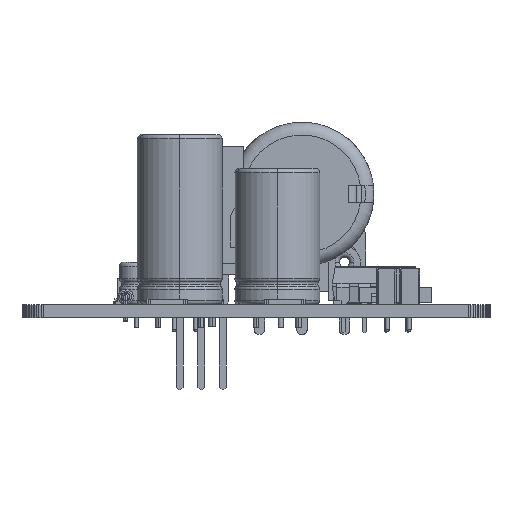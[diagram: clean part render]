
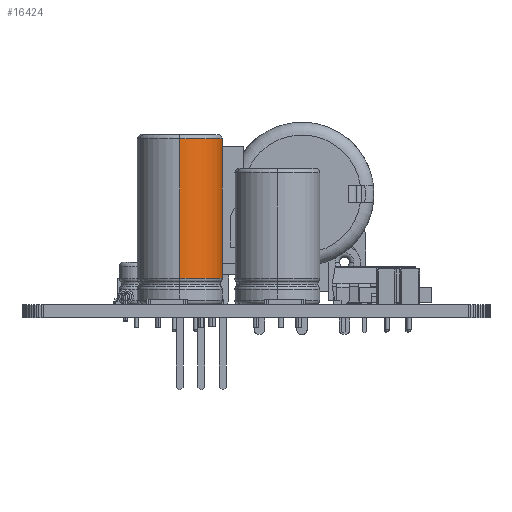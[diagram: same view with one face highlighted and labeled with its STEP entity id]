
A CAD part, left-side view. The second image highlights one B-rep face of the part: STEP entity #16424.
In plain terms, the highlighted cylindrical face has radius 5 mm (diameter 10 mm), a partial arc.
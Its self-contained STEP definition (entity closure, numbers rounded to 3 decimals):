
#16328 = VERTEX_POINT('',#16329);
#16329 = CARTESIAN_POINT('',(0.,19.5,5.));
#16373 = VERTEX_POINT('',#16374);
#16374 = CARTESIAN_POINT('',(0.,19.5,-5.));
#16381 = EDGE_CURVE('',#16328,#16373,#16382,.T.);
#16382 = CIRCLE('',#16383,5.);
#16383 = AXIS2_PLACEMENT_3D('',#16384,#16385,#16386);
#16384 = CARTESIAN_POINT('',(0.,19.5,0.));
#16385 = DIRECTION('',(0.,-1.,0.));
#16386 = DIRECTION('',(0.,0.,-1.));
#16397 = EDGE_CURVE('',#16328,#16398,#16400,.T.);
#16398 = VERTEX_POINT('',#16399);
#16399 = CARTESIAN_POINT('',(0.,3.094,5.));
#16400 = LINE('',#16401,#16402);
#16401 = CARTESIAN_POINT('',(0.,0.,5.));
#16402 = VECTOR('',#16403,1.);
#16403 = DIRECTION('',(0.,-1.,0.));
#16424 = ADVANCED_FACE('',(#16425),#16444,.T.);
#16425 = FACE_BOUND('',#16426,.T.);
#16426 = EDGE_LOOP('',(#16427,#16428,#16429,#16437));
#16427 = ORIENTED_EDGE('',*,*,#16397,.F.);
#16428 = ORIENTED_EDGE('',*,*,#16381,.T.);
#16429 = ORIENTED_EDGE('',*,*,#16430,.T.);
#16430 = EDGE_CURVE('',#16373,#16431,#16433,.T.);
#16431 = VERTEX_POINT('',#16432);
#16432 = CARTESIAN_POINT('',(0.,3.094,-5.));
#16433 = LINE('',#16434,#16435);
#16434 = CARTESIAN_POINT('',(0.,0.,-5.));
#16435 = VECTOR('',#16436,1.);
#16436 = DIRECTION('',(0.,-1.,0.));
#16437 = ORIENTED_EDGE('',*,*,#16438,.F.);
#16438 = EDGE_CURVE('',#16398,#16431,#16439,.T.);
#16439 = CIRCLE('',#16440,5.);
#16440 = AXIS2_PLACEMENT_3D('',#16441,#16442,#16443);
#16441 = CARTESIAN_POINT('',(0.,3.094,0.));
#16442 = DIRECTION('',(0.,-1.,0.));
#16443 = DIRECTION('',(0.,0.,-1.));
#16444 = CYLINDRICAL_SURFACE('',#16445,5.);
#16445 = AXIS2_PLACEMENT_3D('',#16446,#16447,#16448);
#16446 = CARTESIAN_POINT('',(0.,0.,0.));
#16447 = DIRECTION('',(0.,-1.,0.));
#16448 = DIRECTION('',(0.,0.,-1.));
